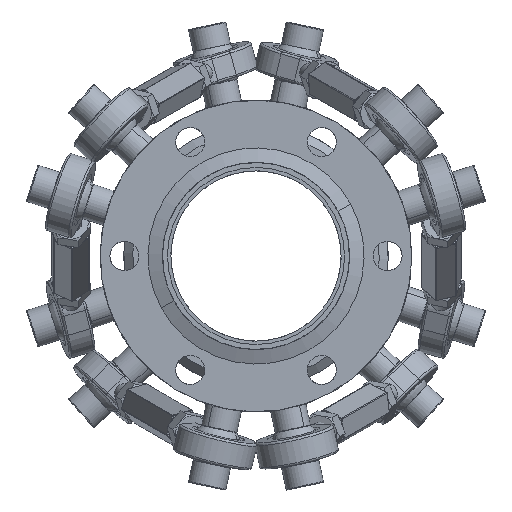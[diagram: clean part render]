
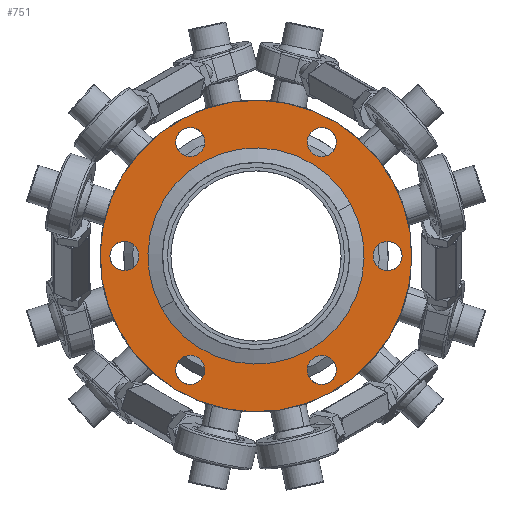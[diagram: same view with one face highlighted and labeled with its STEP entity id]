
A CAD part, left-side view. The second image highlights one B-rep face of the part: STEP entity #751.
In plain terms, the highlighted face is planar.
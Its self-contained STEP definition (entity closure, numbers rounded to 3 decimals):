
#103=AXIS2_PLACEMENT_3D('Circle Axis2P3D',#101,#102,$) ;
#120=AXIS2_PLACEMENT_3D('Circle Axis2P3D',#118,#119,$) ;
#217=AXIS2_PLACEMENT_3D('Circle Axis2P3D',#215,#216,$) ;
#234=AXIS2_PLACEMENT_3D('Circle Axis2P3D',#232,#233,$) ;
#274=AXIS2_PLACEMENT_3D('Circle Axis2P3D',#272,#273,$) ;
#291=AXIS2_PLACEMENT_3D('Circle Axis2P3D',#289,#290,$) ;
#331=AXIS2_PLACEMENT_3D('Circle Axis2P3D',#329,#330,$) ;
#348=AXIS2_PLACEMENT_3D('Circle Axis2P3D',#346,#347,$) ;
#388=AXIS2_PLACEMENT_3D('Circle Axis2P3D',#386,#387,$) ;
#405=AXIS2_PLACEMENT_3D('Circle Axis2P3D',#403,#404,$) ;
#445=AXIS2_PLACEMENT_3D('Circle Axis2P3D',#443,#444,$) ;
#462=AXIS2_PLACEMENT_3D('Circle Axis2P3D',#460,#461,$) ;
#671=AXIS2_PLACEMENT_3D('Circle Axis2P3D',#669,#670,$) ;
#690=AXIS2_PLACEMENT_3D('Circle Axis2P3D',#688,#689,$) ;
#703=AXIS2_PLACEMENT_3D('Plane Axis2P3D',#700,#701,#702) ;
#707=AXIS2_PLACEMENT_3D('Circle Axis2P3D',#705,#706,$) ;
#716=AXIS2_PLACEMENT_3D('Circle Axis2P3D',#714,#715,$) ;
#84=CARTESIAN_POINT('Vertex',(0.,17.527,23.86)) ;
#98=CARTESIAN_POINT('Vertex',(0.,11.823,26.976)) ;
#101=CARTESIAN_POINT('Axis2P3D Location',(0.,14.675,25.418)) ;
#118=CARTESIAN_POINT('Axis2P3D Location',(0.,14.675,25.418)) ;
#198=CARTESIAN_POINT('Vertex',(0.,-11.9,27.109)) ;
#212=CARTESIAN_POINT('Vertex',(0.,-17.45,23.727)) ;
#215=CARTESIAN_POINT('Axis2P3D Location',(0.,-14.675,25.418)) ;
#232=CARTESIAN_POINT('Axis2P3D Location',(0.,-14.675,25.418)) ;
#255=CARTESIAN_POINT('Vertex',(0.,-29.427,3.249)) ;
#269=CARTESIAN_POINT('Vertex',(0.,-29.273,-3.249)) ;
#272=CARTESIAN_POINT('Axis2P3D Location',(0.,-29.35,0.)) ;
#289=CARTESIAN_POINT('Axis2P3D Location',(0.,-29.35,0.)) ;
#312=CARTESIAN_POINT('Vertex',(0.,-17.527,-23.86)) ;
#326=CARTESIAN_POINT('Vertex',(0.,-11.823,-26.976)) ;
#329=CARTESIAN_POINT('Axis2P3D Location',(0.,-14.675,-25.418)) ;
#346=CARTESIAN_POINT('Axis2P3D Location',(0.,-14.675,-25.418)) ;
#369=CARTESIAN_POINT('Vertex',(0.,11.9,-27.109)) ;
#383=CARTESIAN_POINT('Vertex',(0.,17.45,-23.727)) ;
#386=CARTESIAN_POINT('Axis2P3D Location',(0.,14.675,-25.418)) ;
#403=CARTESIAN_POINT('Axis2P3D Location',(0.,14.675,-25.418)) ;
#426=CARTESIAN_POINT('Vertex',(0.,29.427,-3.249)) ;
#440=CARTESIAN_POINT('Vertex',(0.,29.273,3.249)) ;
#443=CARTESIAN_POINT('Axis2P3D Location',(0.,29.35,0.)) ;
#460=CARTESIAN_POINT('Axis2P3D Location',(0.,29.35,0.)) ;
#666=CARTESIAN_POINT('Vertex',(0.,-21.15,-11.554)) ;
#669=CARTESIAN_POINT('Axis2P3D Location',(0.,0.,0.)) ;
#673=CARTESIAN_POINT('Vertex',(0.,21.15,11.554)) ;
#688=CARTESIAN_POINT('Axis2P3D Location',(0.,0.,0.)) ;
#700=CARTESIAN_POINT('Axis2P3D Location',(0.,34.75,0.)) ;
#705=CARTESIAN_POINT('Axis2P3D Location',(0.,0.,0.)) ;
#709=CARTESIAN_POINT('Vertex',(0.,-30.496,-16.66)) ;
#711=CARTESIAN_POINT('Vertex',(0.,30.496,16.66)) ;
#714=CARTESIAN_POINT('Axis2P3D Location',(0.,0.,0.)) ;
#102=DIRECTION('Axis2P3D Direction',(-1.,0.,-0.)) ;
#119=DIRECTION('Axis2P3D Direction',(-1.,0.,-0.)) ;
#216=DIRECTION('Axis2P3D Direction',(-1.,0.,0.)) ;
#233=DIRECTION('Axis2P3D Direction',(-1.,0.,0.)) ;
#273=DIRECTION('Axis2P3D Direction',(-1.,0.,0.)) ;
#290=DIRECTION('Axis2P3D Direction',(-1.,0.,0.)) ;
#330=DIRECTION('Axis2P3D Direction',(-1.,-0.,0.)) ;
#347=DIRECTION('Axis2P3D Direction',(-1.,-0.,0.)) ;
#387=DIRECTION('Axis2P3D Direction',(-1.,-0.,0.)) ;
#404=DIRECTION('Axis2P3D Direction',(-1.,-0.,0.)) ;
#444=DIRECTION('Axis2P3D Direction',(-1.,0.,-0.)) ;
#461=DIRECTION('Axis2P3D Direction',(-1.,0.,-0.)) ;
#670=DIRECTION('Axis2P3D Direction',(1.,0.,0.)) ;
#689=DIRECTION('Axis2P3D Direction',(1.,0.,0.)) ;
#701=DIRECTION('Axis2P3D Direction',(1.,0.,0.)) ;
#702=DIRECTION('Axis2P3D XDirection',(0.,1.,0.)) ;
#706=DIRECTION('Axis2P3D Direction',(1.,0.,0.)) ;
#715=DIRECTION('Axis2P3D Direction',(1.,0.,0.)) ;
#720=ORIENTED_EDGE('',*,*,#713,.T.) ;
#721=ORIENTED_EDGE('',*,*,#718,.T.) ;
#724=ORIENTED_EDGE('',*,*,#105,.F.) ;
#725=ORIENTED_EDGE('',*,*,#122,.F.) ;
#728=ORIENTED_EDGE('',*,*,#692,.F.) ;
#729=ORIENTED_EDGE('',*,*,#675,.F.) ;
#732=ORIENTED_EDGE('',*,*,#236,.F.) ;
#733=ORIENTED_EDGE('',*,*,#219,.F.) ;
#736=ORIENTED_EDGE('',*,*,#293,.F.) ;
#737=ORIENTED_EDGE('',*,*,#276,.F.) ;
#740=ORIENTED_EDGE('',*,*,#350,.F.) ;
#741=ORIENTED_EDGE('',*,*,#333,.F.) ;
#744=ORIENTED_EDGE('',*,*,#407,.F.) ;
#745=ORIENTED_EDGE('',*,*,#390,.F.) ;
#748=ORIENTED_EDGE('',*,*,#464,.F.) ;
#749=ORIENTED_EDGE('',*,*,#447,.F.) ;
#726=FACE_BOUND('',#723,.T.) ;
#730=FACE_BOUND('',#727,.T.) ;
#734=FACE_BOUND('',#731,.T.) ;
#738=FACE_BOUND('',#735,.T.) ;
#742=FACE_BOUND('',#739,.T.) ;
#746=FACE_BOUND('',#743,.T.) ;
#750=FACE_BOUND('',#747,.T.) ;
#751=ADVANCED_FACE('Hauptk\X2\00F6\X0\rper',(#722,#726,#730,#734,#738,#742,#746,#750),#704,.T.) ;
#104=CIRCLE('generated circle',#103,3.25) ;
#121=CIRCLE('generated circle',#120,3.25) ;
#218=CIRCLE('generated circle',#217,3.25) ;
#235=CIRCLE('generated circle',#234,3.25) ;
#275=CIRCLE('generated circle',#274,3.25) ;
#292=CIRCLE('generated circle',#291,3.25) ;
#332=CIRCLE('generated circle',#331,3.25) ;
#349=CIRCLE('generated circle',#348,3.25) ;
#389=CIRCLE('generated circle',#388,3.25) ;
#406=CIRCLE('generated circle',#405,3.25) ;
#446=CIRCLE('generated circle',#445,3.25) ;
#463=CIRCLE('generated circle',#462,3.25) ;
#672=CIRCLE('generated circle',#671,24.1) ;
#691=CIRCLE('generated circle',#690,24.1) ;
#708=CIRCLE('generated circle',#707,34.75) ;
#717=CIRCLE('generated circle',#716,34.75) ;
#105=EDGE_CURVE('',#99,#85,#104,.F.) ;
#122=EDGE_CURVE('',#85,#99,#121,.F.) ;
#219=EDGE_CURVE('',#213,#199,#218,.F.) ;
#236=EDGE_CURVE('',#199,#213,#235,.F.) ;
#276=EDGE_CURVE('',#270,#256,#275,.F.) ;
#293=EDGE_CURVE('',#256,#270,#292,.F.) ;
#333=EDGE_CURVE('',#327,#313,#332,.F.) ;
#350=EDGE_CURVE('',#313,#327,#349,.F.) ;
#390=EDGE_CURVE('',#384,#370,#389,.F.) ;
#407=EDGE_CURVE('',#370,#384,#406,.F.) ;
#447=EDGE_CURVE('',#441,#427,#446,.F.) ;
#464=EDGE_CURVE('',#427,#441,#463,.F.) ;
#675=EDGE_CURVE('',#667,#674,#672,.T.) ;
#692=EDGE_CURVE('',#674,#667,#691,.T.) ;
#713=EDGE_CURVE('',#710,#712,#708,.T.) ;
#718=EDGE_CURVE('',#712,#710,#717,.T.) ;
#719=EDGE_LOOP('',(#720,#721)) ;
#723=EDGE_LOOP('',(#724,#725)) ;
#727=EDGE_LOOP('',(#728,#729)) ;
#731=EDGE_LOOP('',(#732,#733)) ;
#735=EDGE_LOOP('',(#736,#737)) ;
#739=EDGE_LOOP('',(#740,#741)) ;
#743=EDGE_LOOP('',(#744,#745)) ;
#747=EDGE_LOOP('',(#748,#749)) ;
#722=FACE_OUTER_BOUND('',#719,.T.) ;
#704=PLANE('',#703) ;
#85=VERTEX_POINT('',#84) ;
#99=VERTEX_POINT('',#98) ;
#199=VERTEX_POINT('',#198) ;
#213=VERTEX_POINT('',#212) ;
#256=VERTEX_POINT('',#255) ;
#270=VERTEX_POINT('',#269) ;
#313=VERTEX_POINT('',#312) ;
#327=VERTEX_POINT('',#326) ;
#370=VERTEX_POINT('',#369) ;
#384=VERTEX_POINT('',#383) ;
#427=VERTEX_POINT('',#426) ;
#441=VERTEX_POINT('',#440) ;
#667=VERTEX_POINT('',#666) ;
#674=VERTEX_POINT('',#673) ;
#710=VERTEX_POINT('',#709) ;
#712=VERTEX_POINT('',#711) ;
